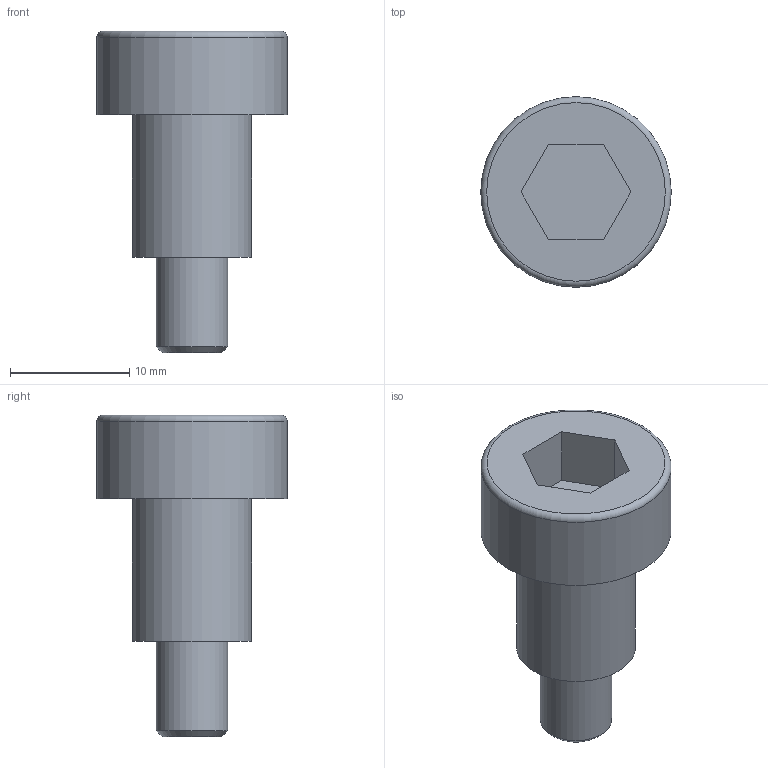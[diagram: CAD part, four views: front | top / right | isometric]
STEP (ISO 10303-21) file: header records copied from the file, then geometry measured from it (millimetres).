
FILE_DESCRIPTION(/* description */ (''),/* implementation_level */ '2;1');
FILE_NAME(/* name */ 'vis_epaulée8_m6.stp',/* time_stamp */ '2021-03-29T18:15:27+02:00',/* author */ ('Utilisateur'),/* organization */ (''),/* preprocessor_version */ 'ST-DEVELOPER v16.5',/* originating_system */ 'Autodesk Inventor 2017',/* authorisation */ '');
FILE_SCHEMA (('AUTOMOTIVE_DESIGN { 1 0 10303 214 3 1 1 }'));
Length unit declared in the file: millimetre
Products named in the file (1): vis_epaulée8_m6
Bounding box: 16 x 16 x 27 mm (x, y, z)
Volume: 2294.1 mm3; surface area: 1403.6 mm2
Topology: 1 solids, 1 shells, 16 faces, 31 edges, 20 vertices
Faces by surface type: plane 11, cylinder 3, cone 1, torus 1
Full cylindrical faces by diameter (mm): 6 x1, 10 x1, 16 x1
Entity records: 412 total; most frequent: DIRECTION 68, CARTESIAN_POINT 63, ORIENTED_EDGE 52, EDGE_CURVE 26, AXIS2_PLACEMENT_3D 25, EDGE_LOOP 24, VERTEX_POINT 20, LINE 18
